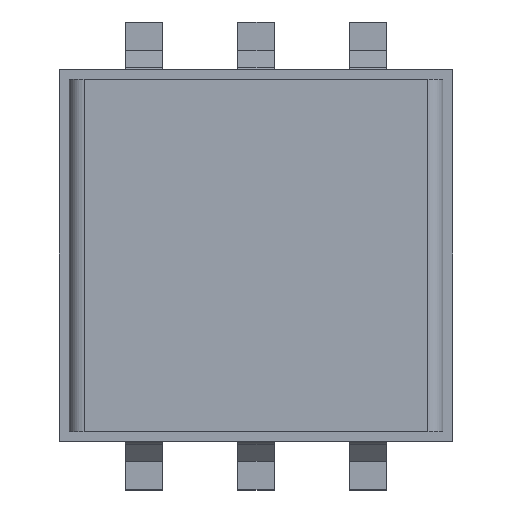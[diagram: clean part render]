
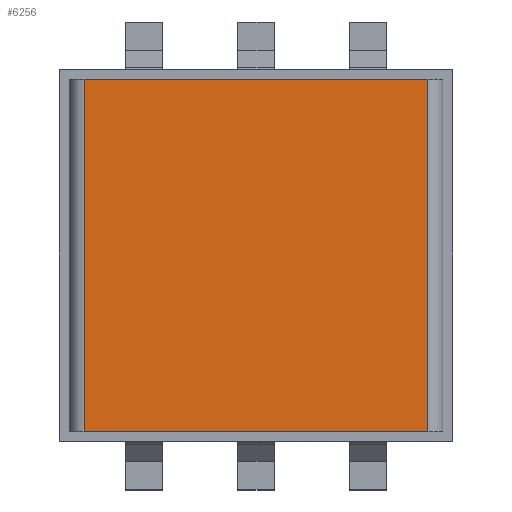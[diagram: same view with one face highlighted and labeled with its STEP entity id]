
A CAD part, top view. The second image highlights one B-rep face of the part: STEP entity #6256.
In plain terms, the highlighted face is planar.
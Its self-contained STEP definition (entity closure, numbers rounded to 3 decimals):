
#584=LINE('',#9350,#1028);
#588=LINE('',#9362,#1032);
#589=LINE('',#9366,#1033);
#592=LINE('',#9374,#1036);
#1028=VECTOR('',#7946,1000.);
#1032=VECTOR('',#7960,1000.);
#1033=VECTOR('',#7965,1000.);
#1036=VECTOR('',#7974,1000.);
#2266=ORIENTED_EDGE('',*,*,#2979,.T.);
#2267=ORIENTED_EDGE('',*,*,#2974,.T.);
#2268=ORIENTED_EDGE('',*,*,#2981,.F.);
#2269=ORIENTED_EDGE('',*,*,#2985,.T.);
#2974=EDGE_CURVE('',#3397,#3396,#584,.T.);
#2979=EDGE_CURVE('',#3400,#3397,#588,.T.);
#2981=EDGE_CURVE('',#3401,#3396,#589,.T.);
#2985=EDGE_CURVE('',#3401,#3400,#592,.T.);
#3396=VERTEX_POINT('',#9349);
#3397=VERTEX_POINT('',#9351);
#3400=VERTEX_POINT('',#9363);
#3401=VERTEX_POINT('',#9367);
#3849=EDGE_LOOP('',(#2266,#2267,#2268,#2269));
#4104=FACE_BOUND('',#3849,.T.);
#4245=PLANE('',#6690);
#6256=ADVANCED_FACE('',(#4104),#4245,.T.);
#6690=AXIS2_PLACEMENT_3D('',#9373,#7972,#7973);
#7946=DIRECTION('',(0.,0.,-1.));
#7960=DIRECTION('',(1.,0.,0.));
#7965=DIRECTION('',(1.,0.,0.));
#7972=DIRECTION('',(0.,1.,0.));
#7973=DIRECTION('',(0.,0.,1.));
#7974=DIRECTION('',(0.,0.,1.));
#9349=CARTESIAN_POINT('',(-1.23,5.15,-6.125));
#9350=CARTESIAN_POINT('',(-1.23,5.15,-0.475));
#9351=CARTESIAN_POINT('',(-1.23,5.15,-0.475));
#9362=CARTESIAN_POINT('',(-7.03,5.15,-0.475));
#9363=CARTESIAN_POINT('',(-7.03,5.15,-0.475));
#9366=CARTESIAN_POINT('',(-7.03,5.15,-6.125));
#9367=CARTESIAN_POINT('',(-7.03,5.15,-6.125));
#9373=CARTESIAN_POINT('',(-7.03,5.15,-6.125));
#9374=CARTESIAN_POINT('',(-7.03,5.15,-6.125));
